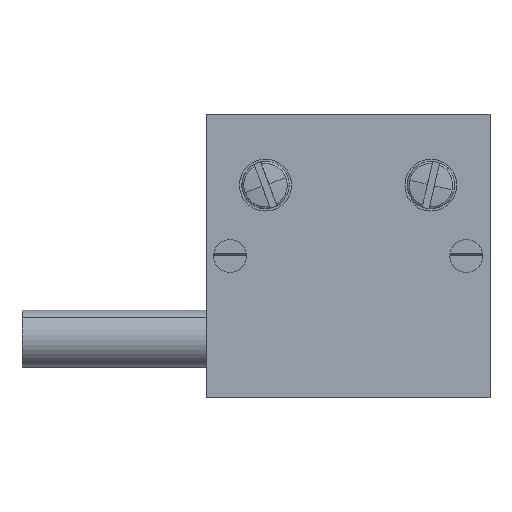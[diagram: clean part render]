
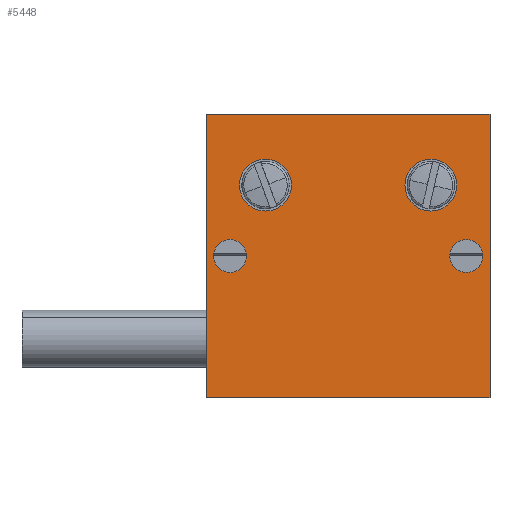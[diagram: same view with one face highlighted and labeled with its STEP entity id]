
A CAD part, front view. The second image highlights one B-rep face of the part: STEP entity #5448.
In plain terms, the highlighted planar face has unit normal (0, -1, 0).
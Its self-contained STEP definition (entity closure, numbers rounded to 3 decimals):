
#71 = VERTEX_POINT ( 'NONE', #3868 ) ;
#333 = EDGE_LOOP ( 'NONE', ( #676, #715 ) ) ;
#371 = VECTOR ( 'NONE', #2426, 1000. ) ;
#432 = DIRECTION ( 'NONE',  ( 0., 0., 1. ) ) ;
#467 = DIRECTION ( 'NONE',  ( 0., 1., 0. ) ) ;
#501 = CARTESIAN_POINT ( 'NONE',  ( 1., 0., -6. ) ) ;
#637 = DIRECTION ( 'NONE',  ( -1., 0., 0. ) ) ;
#672 = CARTESIAN_POINT ( 'NONE',  ( 12., 0., 0. ) ) ;
#676 = ORIENTED_EDGE ( 'NONE', *, *, #4961, .T. ) ;
#690 = VERTEX_POINT ( 'NONE', #1246 ) ;
#712 = LINE ( 'NONE', #672, #1311 ) ;
#715 = ORIENTED_EDGE ( 'NONE', *, *, #5563, .T. ) ;
#718 = ORIENTED_EDGE ( 'NONE', *, *, #5054, .T. ) ;
#725 = ORIENTED_EDGE ( 'NONE', *, *, #6453, .T. ) ;
#749 = ORIENTED_EDGE ( 'NONE', *, *, #5153, .F. ) ;
#751 = ORIENTED_EDGE ( 'NONE', *, *, #4460, .F. ) ;
#761 = ORIENTED_EDGE ( 'NONE', *, *, #5237, .F. ) ;
#770 = ORIENTED_EDGE ( 'NONE', *, *, #2052, .F. ) ;
#798 = ORIENTED_EDGE ( 'NONE', *, *, #5442, .T. ) ;
#805 = ORIENTED_EDGE ( 'NONE', *, *, #6282, .F. ) ;
#863 = ORIENTED_EDGE ( 'NONE', *, *, #5494, .F. ) ;
#873 = ORIENTED_EDGE ( 'NONE', *, *, #6469, .T. ) ;
#1049 = DIRECTION ( 'NONE',  ( 0., 0., 1. ) ) ;
#1103 = DIRECTION ( 'NONE',  ( 0., 0., -1. ) ) ;
#1135 = DIRECTION ( 'NONE',  ( 0., -1., 0. ) ) ;
#1156 = DIRECTION ( 'NONE',  ( 0., 1., 0. ) ) ;
#1175 = CARTESIAN_POINT ( 'NONE',  ( 9.5, 0., -3. ) ) ;
#1194 = CARTESIAN_POINT ( 'NONE',  ( 11., 0., -6. ) ) ;
#1246 = CARTESIAN_POINT ( 'NONE',  ( 0., 0., 0. ) ) ;
#1278 = CIRCLE ( 'NONE', #5256, 0.7 ) ;
#1311 = VECTOR ( 'NONE', #637, 1000. ) ;
#1425 = DIRECTION ( 'NONE',  ( 0., 0., -1. ) ) ;
#1453 = CARTESIAN_POINT ( 'NONE',  ( 12., 0., -12. ) ) ;
#1454 = VERTEX_POINT ( 'NONE', #3121 ) ;
#1475 = LINE ( 'NONE', #1453, #2210 ) ;
#1542 = CARTESIAN_POINT ( 'NONE',  ( 12., 0., -12. ) ) ;
#1658 = LINE ( 'NONE', #1542, #371 ) ;
#1684 = CARTESIAN_POINT ( 'NONE',  ( 11., 0., -5.3 ) ) ;
#1724 = CIRCLE ( 'NONE', #1730, 1.1 ) ;
#1730 = AXIS2_PLACEMENT_3D ( 'NONE', #3328, #3295, #3226 ) ;
#1737 = CIRCLE ( 'NONE', #2206, 0.7 ) ;
#2052 = EDGE_CURVE ( 'NONE', #3154, #2750, #4029, .T. ) ;
#2146 = CARTESIAN_POINT ( 'NONE',  ( 9.5, 0., -4.1 ) ) ;
#2206 = AXIS2_PLACEMENT_3D ( 'NONE', #501, #467, #432 ) ;
#2210 = VECTOR ( 'NONE', #1425, 1000. ) ;
#2229 = CARTESIAN_POINT ( 'NONE',  ( 0., 0., -12. ) ) ;
#2253 = DIRECTION ( 'NONE',  ( 0., 0., 1. ) ) ;
#2257 = VERTEX_POINT ( 'NONE', #4866 ) ;
#2262 = DIRECTION ( 'NONE',  ( 0., 1., 0. ) ) ;
#2282 = CARTESIAN_POINT ( 'NONE',  ( 12., 0., -12. ) ) ;
#2289 = PLANE ( 'NONE',  #2573 ) ;
#2324 = FACE_OUTER_BOUND ( 'NONE', #4926, .T. ) ;
#2350 = FACE_BOUND ( 'NONE', #4924, .T. ) ;
#2374 = FACE_BOUND ( 'NONE', #2483, .T. ) ;
#2424 = FACE_BOUND ( 'NONE', #4248, .T. ) ;
#2426 = DIRECTION ( 'NONE',  ( -1., 0., 0. ) ) ;
#2450 = FACE_BOUND ( 'NONE', #333, .T. ) ;
#2483 = EDGE_LOOP ( 'NONE', ( #749, #751 ) ) ;
#2535 = CARTESIAN_POINT ( 'NONE',  ( 11., 0., -6.7 ) ) ;
#2573 = AXIS2_PLACEMENT_3D ( 'NONE', #2282, #2262, #2253 ) ;
#2585 = VECTOR ( 'NONE', #2627, 1000. ) ;
#2627 = DIRECTION ( 'NONE',  ( 0., 0., -1. ) ) ;
#2660 = CARTESIAN_POINT ( 'NONE',  ( 0., 0., -12. ) ) ;
#2688 = LINE ( 'NONE', #2660, #2585 ) ;
#2750 = VERTEX_POINT ( 'NONE', #2146 ) ;
#2914 = DIRECTION ( 'NONE',  ( 0., 0., -1. ) ) ;
#2921 = DIRECTION ( 'NONE',  ( 0., -1., 0. ) ) ;
#2944 = CARTESIAN_POINT ( 'NONE',  ( 2.5, 0., -3. ) ) ;
#3027 = CARTESIAN_POINT ( 'NONE',  ( 12., 0., 0. ) ) ;
#3121 = CARTESIAN_POINT ( 'NONE',  ( 2.5, 0., -4.1 ) ) ;
#3154 = VERTEX_POINT ( 'NONE', #5603 ) ;
#3226 = DIRECTION ( 'NONE',  ( 0., 0., -1. ) ) ;
#3295 = DIRECTION ( 'NONE',  ( 0., -1., 0. ) ) ;
#3328 = CARTESIAN_POINT ( 'NONE',  ( 2.5, 0., -3. ) ) ;
#3367 = CIRCLE ( 'NONE', #3471, 0.7 ) ;
#3471 = AXIS2_PLACEMENT_3D ( 'NONE', #4531, #4489, #4448 ) ;
#3757 = VERTEX_POINT ( 'NONE', #2229 ) ;
#3868 = CARTESIAN_POINT ( 'NONE',  ( 12., 0., -12. ) ) ;
#4029 = CIRCLE ( 'NONE', #4213, 1.1 ) ;
#4213 = AXIS2_PLACEMENT_3D ( 'NONE', #6365, #6360, #6326 ) ;
#4248 = EDGE_LOOP ( 'NONE', ( #718, #725 ) ) ;
#4378 = AXIS2_PLACEMENT_3D ( 'NONE', #6258, #6218, #6180 ) ;
#4448 = DIRECTION ( 'NONE',  ( 0., 0., 1. ) ) ;
#4460 = EDGE_CURVE ( 'NONE', #2257, #1454, #1724, .T. ) ;
#4474 = VERTEX_POINT ( 'NONE', #3027 ) ;
#4489 = DIRECTION ( 'NONE',  ( 0., 1., 0. ) ) ;
#4495 = CIRCLE ( 'NONE', #4378, 0.7 ) ;
#4531 = CARTESIAN_POINT ( 'NONE',  ( 11., 0., -6. ) ) ;
#4866 = CARTESIAN_POINT ( 'NONE',  ( 2.5, 0., -1.9 ) ) ;
#4924 = EDGE_LOOP ( 'NONE', ( #761, #770 ) ) ;
#4926 = EDGE_LOOP ( 'NONE', ( #798, #805, #863, #873 ) ) ;
#4961 = EDGE_CURVE ( 'NONE', #5622, #5324, #4495, .T. ) ;
#4985 = AXIS2_PLACEMENT_3D ( 'NONE', #1175, #1135, #1103 ) ;
#5054 = EDGE_CURVE ( 'NONE', #6270, #6236, #3367, .T. ) ;
#5090 = CIRCLE ( 'NONE', #4985, 1.1 ) ;
#5153 = EDGE_CURVE ( 'NONE', #1454, #2257, #6235, .T. ) ;
#5237 = EDGE_CURVE ( 'NONE', #2750, #3154, #5090, .T. ) ;
#5256 = AXIS2_PLACEMENT_3D ( 'NONE', #1194, #1156, #1049 ) ;
#5324 = VERTEX_POINT ( 'NONE', #6115 ) ;
#5442 = EDGE_CURVE ( 'NONE', #690, #3757, #2688, .T. ) ;
#5448 = ADVANCED_FACE ( 'NONE', ( #2450, #2424, #2374, #2350, #2324 ), #2289, .F. ) ;
#5494 = EDGE_CURVE ( 'NONE', #4474, #71, #1475, .T. ) ;
#5563 = EDGE_CURVE ( 'NONE', #5324, #5622, #1737, .T. ) ;
#5603 = CARTESIAN_POINT ( 'NONE',  ( 9.5, 0., -1.9 ) ) ;
#5622 = VERTEX_POINT ( 'NONE', #6155 ) ;
#6115 = CARTESIAN_POINT ( 'NONE',  ( 1., 0., -6.7 ) ) ;
#6124 = AXIS2_PLACEMENT_3D ( 'NONE', #2944, #2921, #2914 ) ;
#6155 = CARTESIAN_POINT ( 'NONE',  ( 1., 0., -5.3 ) ) ;
#6180 = DIRECTION ( 'NONE',  ( 0., 0., 1. ) ) ;
#6218 = DIRECTION ( 'NONE',  ( 0., 1., 0. ) ) ;
#6235 = CIRCLE ( 'NONE', #6124, 1.1 ) ;
#6236 = VERTEX_POINT ( 'NONE', #2535 ) ;
#6258 = CARTESIAN_POINT ( 'NONE',  ( 1., 0., -6. ) ) ;
#6270 = VERTEX_POINT ( 'NONE', #1684 ) ;
#6282 = EDGE_CURVE ( 'NONE', #71, #3757, #1658, .T. ) ;
#6326 = DIRECTION ( 'NONE',  ( 0., 0., -1. ) ) ;
#6360 = DIRECTION ( 'NONE',  ( 0., -1., 0. ) ) ;
#6365 = CARTESIAN_POINT ( 'NONE',  ( 9.5, 0., -3. ) ) ;
#6453 = EDGE_CURVE ( 'NONE', #6236, #6270, #1278, .T. ) ;
#6469 = EDGE_CURVE ( 'NONE', #4474, #690, #712, .T. ) ;
